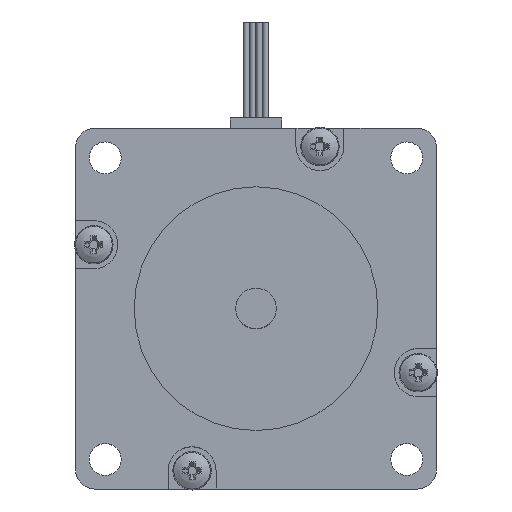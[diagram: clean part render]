
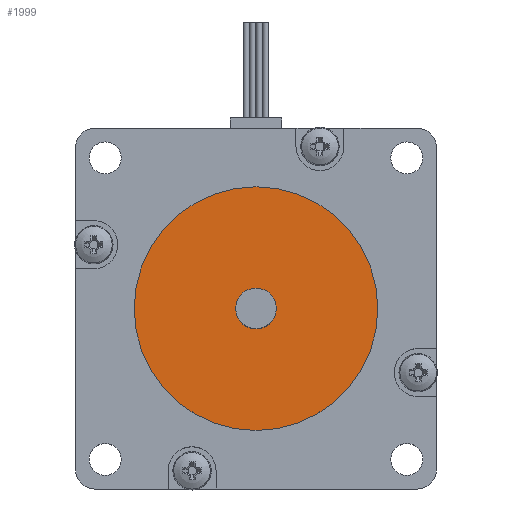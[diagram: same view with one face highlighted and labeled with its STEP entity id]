
A CAD part, top view. The second image highlights one B-rep face of the part: STEP entity #1999.
In plain terms, the highlighted planar face has unit normal (0, 0, 1).
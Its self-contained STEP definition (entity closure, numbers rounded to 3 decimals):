
#1976=CARTESIAN_POINT('',(19.05,0.,6.3));
#1977=VERTEX_POINT('',#1976);
#1978=CARTESIAN_POINT('',(0.,0.,6.3));
#1979=DIRECTION('',(0.0,0.0,-1.0));
#1980=DIRECTION('',(-1.0,0.0,0.0));
#1981=AXIS2_PLACEMENT_3D('',#1978,#1979,#1980);
#1982=CIRCLE('',#1981,19.05);
#1983=EDGE_CURVE('',#1977,#1977,#1982,.T.);
#1991=CARTESIAN_POINT('',(0.,0.,6.3));
#1992=DIRECTION('',(0.0,0.0,-1.0));
#1993=DIRECTION('',(-1.0,0.0,0.0));
#1994=AXIS2_PLACEMENT_3D('',#1991,#1992,#1993);
#1995=PLANE('',#1994);
#1996=ORIENTED_EDGE('',*,*,#1983,.F.);
#1997=EDGE_LOOP('',(#1996));
#1998=FACE_OUTER_BOUND('',#1997,.T.);
#1999=ADVANCED_FACE('',(#1998),#1995,.F.);
